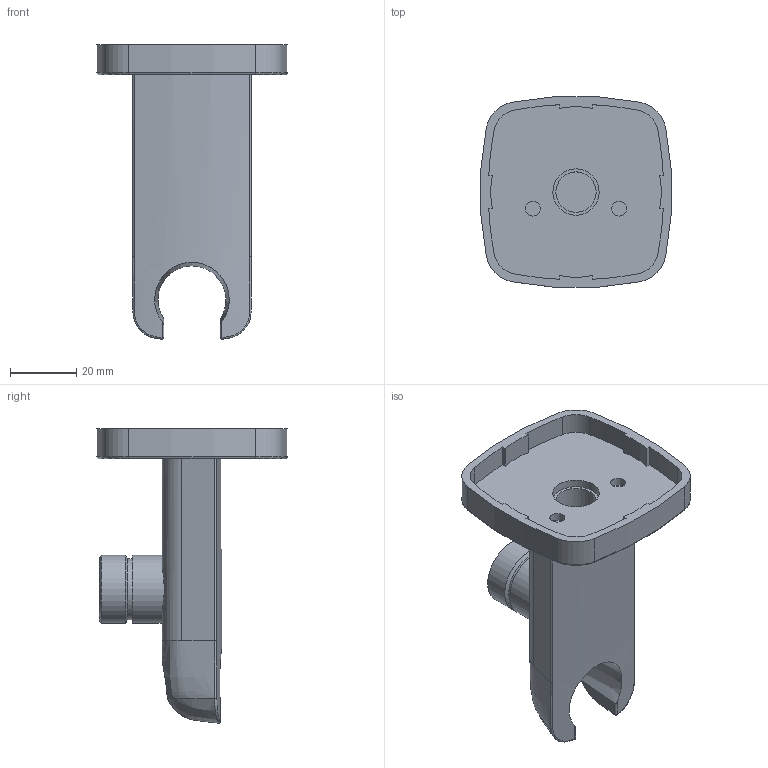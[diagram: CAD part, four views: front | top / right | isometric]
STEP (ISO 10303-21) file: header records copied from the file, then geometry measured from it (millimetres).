
FILE_DESCRIPTION(/* description */ (''),/* implementation_level */ '2;1');
FILE_NAME(/* name */ 'KJ8057610-CM zP.stp',/* time_stamp */ '2017-04-29T10:28:08+08:00',/* author */ (''),/* organization */ (''),/* preprocessor_version */ 'ST-DEVELOPER v11',/* originating_system */ 'SIEMENS UGS NX 6.0',/* authorisation */ '');
FILE_SCHEMA (('CONFIG_CONTROL_DESIGN'));
Length unit declared in the file: millimetre
Products named in the file (4): KJ8057610 CSJ; KJ8057610  HSZ; KJ8057610  QZ; KJ8057610-CM  zP
Assembly tree (3 placements, depth 2):
  KJ8057610-CM  zP
    KJ8057610  QZ
    KJ8057610  HSZ
    KJ8057610 CSJ
Bounding box: 57.58 x 57.58 x 88.94 mm (x, y, z)
Volume: 46776.8 mm3; surface area: 21520.1 mm2
Topology: 3 solids, 3 shells, 91 faces, 221 edges, 140 vertices
Faces by surface type: cylinder 42, plane 26, bspline 10, torus 8, cone 3, sphere 2
Full cylindrical faces by diameter (mm): 4.5 x2, 12.2 x1, 14 x1, 15 x1, 16.5 x1, 18 x1, 18.4 x1, 20.6 x2, 20.9 x1
Entity records: 4661 total; most frequent: CARTESIAN_POINT 2202, DIRECTION 433, ORIENTED_EDGE 404, EDGE_CURVE 202, AXIS2_PLACEMENT_3D 184, VERTEX_POINT 136, EDGE_LOOP 116, CIRCLE 99
